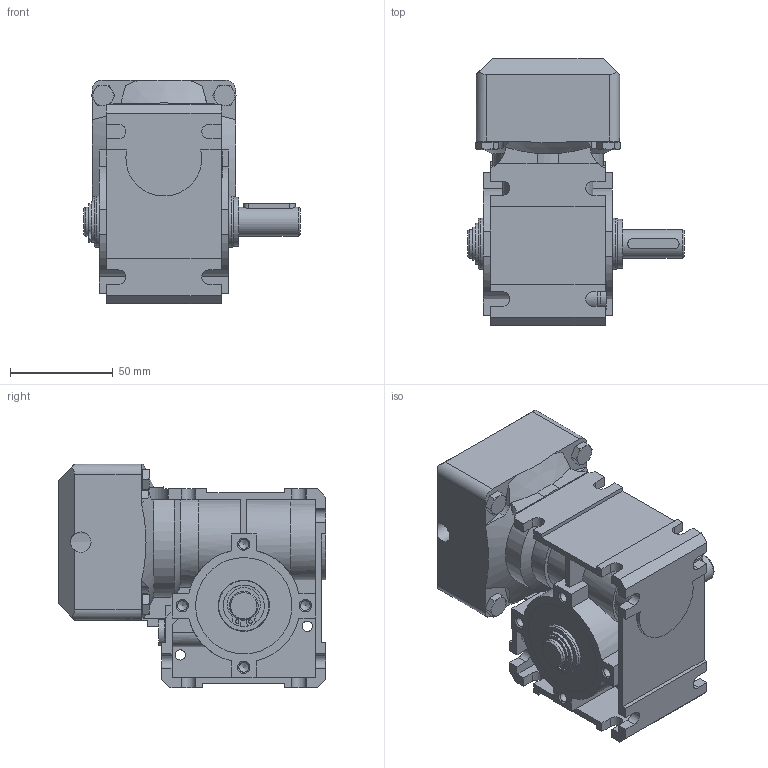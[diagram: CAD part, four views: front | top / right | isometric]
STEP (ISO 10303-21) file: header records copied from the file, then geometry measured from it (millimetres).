
FILE_DESCRIPTION(/* description */ (''),/* implementation_level */ '2;1');
FILE_NAME(/* name */ 'GSGE60.stp',/* time_stamp */ '2021-06-24T15:53:24+02:00',/* author */ ('angelika.schneid'),/* organization */ (''),/* preprocessor_version */ 'ST-DEVELOPER v17.2',/* originating_system */ 'Autodesk Inventor 2019',/* authorisation */ '');
FILE_SCHEMA (('AUTOMOTIVE_DESIGN { 1 0 10303 214 3 1 1 }'));
Length unit declared in the file: millimetre
Products named in the file (1): GSGE60_Shrinkwrap_1
Bounding box: 105.5 x 130.5 x 109 mm (x, y, z)
Volume: 501185.7 mm3; surface area: 89599.4 mm2
Topology: 1 solids, 1 shells, 404 faces, 1066 edges, 695 vertices
Faces by surface type: plane 251, cylinder 100, cone 53
Full cylindrical faces by diameter (mm): 1.7 x2, 4.134 x4, 4.79 x8, 4.8 x8, 5 x2, 8.7 x4, 10 x1, 12 x2, 12.5 x2, 13 x2, 14 x2, 20 x1, 24 x1, 25 x2, 38.1 x1, 47 x2, 48 x1, 54 x1
Entity records: 12933 total; most frequent: CARTESIAN_POINT 2562, ORIENTED_EDGE 2104, DIRECTION 2025, EDGE_CURVE 1052, VERTEX_POINT 695, AXIS2_PLACEMENT_3D 679, LINE 667, VECTOR 667
